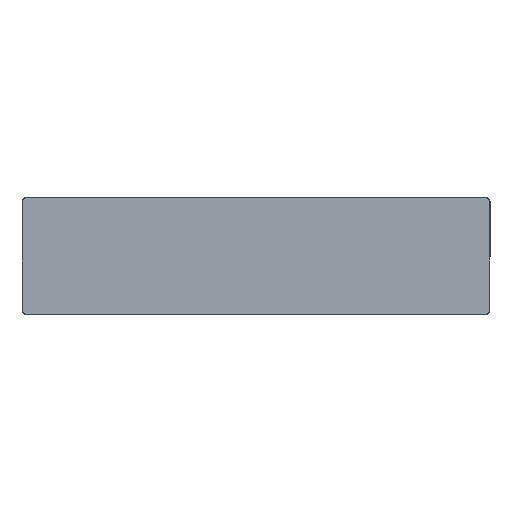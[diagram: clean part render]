
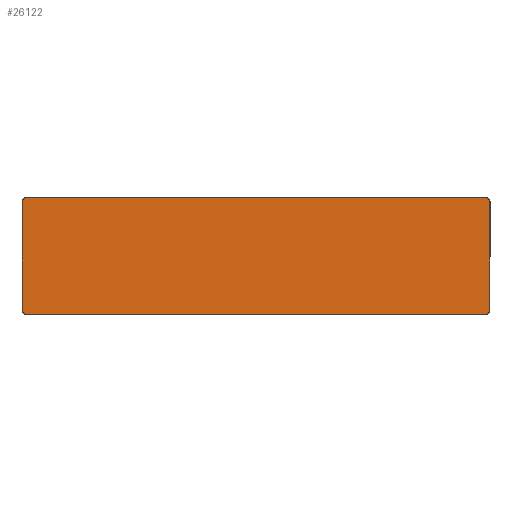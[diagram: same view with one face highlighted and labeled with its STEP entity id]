
A CAD part, top view. The second image highlights one B-rep face of the part: STEP entity #26122.
In plain terms, the highlighted planar face has unit normal (0, 0, 1).
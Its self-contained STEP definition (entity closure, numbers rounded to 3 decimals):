
#185 = ORIENTED_EDGE ( 'NONE', *, *, #22503, .T. ) ;
#1736 = EDGE_CURVE ( 'NONE', #32596, #2850, #3259, .T. ) ;
#2850 = VERTEX_POINT ( 'NONE', #4920 ) ;
#3071 = CARTESIAN_POINT ( 'NONE',  ( -796.367, 897.969, -350.001 ) ) ;
#3235 = AXIS2_PLACEMENT_3D ( 'NONE', #17123, #19884, #29089 ) ;
#3259 = LINE ( 'NONE', #3071, #31591 ) ;
#3457 = VECTOR ( 'NONE', #4197, 1000. ) ;
#3544 = ORIENTED_EDGE ( 'NONE', *, *, #24301, .T. ) ;
#3876 = CIRCLE ( 'NONE', #3235, 11. ) ;
#4197 = DIRECTION ( 'NONE',  ( 0., 1., 0. ) ) ;
#4851 = DIRECTION ( 'NONE',  ( 0., 1., 0. ) ) ;
#4896 = DIRECTION ( 'NONE',  ( 0., 1., 0. ) ) ;
#4920 = CARTESIAN_POINT ( 'NONE',  ( -796.367, 19.969, -350.001 ) ) ;
#5197 = EDGE_CURVE ( 'NONE', #23598, #32596, #16290, .T. ) ;
#6007 = ORIENTED_EDGE ( 'NONE', *, *, #6749, .T. ) ;
#6306 = CARTESIAN_POINT ( 'NONE',  ( 192.633, 308.969, -350.001 ) ) ;
#6600 = DIRECTION ( 'NONE',  ( 0., 0., 1. ) ) ;
#6749 = EDGE_CURVE ( 'NONE', #11392, #30700, #3876, .T. ) ;
#7821 = DIRECTION ( 'NONE',  ( 0., 0., 1. ) ) ;
#8351 = DIRECTION ( 'NONE',  ( 0., 0., 1. ) ) ;
#10096 = VERTEX_POINT ( 'NONE', #36418 ) ;
#10282 = CARTESIAN_POINT ( 'NONE',  ( 403.633, 897.969, -350.001 ) ) ;
#10801 = ORIENTED_EDGE ( 'NONE', *, *, #38234, .T. ) ;
#10928 = CARTESIAN_POINT ( 'NONE',  ( 392.633, 297.969, -350.001 ) ) ;
#11392 = VERTEX_POINT ( 'NONE', #15682 ) ;
#11577 = EDGE_CURVE ( 'NONE', #2850, #37500, #27270, .T. ) ;
#11994 = AXIS2_PLACEMENT_3D ( 'NONE', #33624, #6600, #18170 ) ;
#12334 = LINE ( 'NONE', #12517, #20618 ) ;
#12515 = CARTESIAN_POINT ( 'NONE',  ( -785.367, 8.969, -350.001 ) ) ;
#12517 = CARTESIAN_POINT ( 'NONE',  ( 192.633, 8.969, -350.001 ) ) ;
#13333 = ORIENTED_EDGE ( 'NONE', *, *, #11577, .T. ) ;
#13409 = LINE ( 'NONE', #10282, #3457 ) ;
#13958 = CARTESIAN_POINT ( 'NONE',  ( -785.367, 308.969, -350.001 ) ) ;
#14420 = DIRECTION ( 'NONE',  ( 0., 1., 0. ) ) ;
#15682 = CARTESIAN_POINT ( 'NONE',  ( 392.633, 8.969, -350.001 ) ) ;
#16290 = CIRCLE ( 'NONE', #33813, 11. ) ;
#16597 = DIRECTION ( 'NONE',  ( 0., 0., 1. ) ) ;
#16864 = VERTEX_POINT ( 'NONE', #18378 ) ;
#17123 = CARTESIAN_POINT ( 'NONE',  ( 392.633, 19.969, -350.001 ) ) ;
#17706 = VECTOR ( 'NONE', #27464, 1000. ) ;
#18170 = DIRECTION ( 'NONE',  ( 0., -1., 0. ) ) ;
#18378 = CARTESIAN_POINT ( 'NONE',  ( 392.633, 308.969, -350.001 ) ) ;
#19884 = DIRECTION ( 'NONE',  ( 0., 0., 1. ) ) ;
#20618 = VECTOR ( 'NONE', #24471, 1000. ) ;
#21496 = FACE_OUTER_BOUND ( 'NONE', #34635, .T. ) ;
#21592 = ORIENTED_EDGE ( 'NONE', *, *, #37682, .T. ) ;
#22503 = EDGE_CURVE ( 'NONE', #30700, #10096, #13409, .T. ) ;
#22734 = CARTESIAN_POINT ( 'NONE',  ( -785.367, 19.969, -350.001 ) ) ;
#23598 = VERTEX_POINT ( 'NONE', #13958 ) ;
#24301 = EDGE_CURVE ( 'NONE', #37500, #11392, #12334, .T. ) ;
#24337 = LINE ( 'NONE', #6306, #17706 ) ;
#24471 = DIRECTION ( 'NONE',  ( 1., 0., 0. ) ) ;
#26122 = ADVANCED_FACE ( 'NONE', ( #21496 ), #35982, .T. ) ;
#27270 = CIRCLE ( 'NONE', #32273, 11. ) ;
#27464 = DIRECTION ( 'NONE',  ( -1., 0., 0. ) ) ;
#28689 = CARTESIAN_POINT ( 'NONE',  ( -796.367, 297.969, -350.001 ) ) ;
#28989 = ORIENTED_EDGE ( 'NONE', *, *, #5197, .T. ) ;
#29089 = DIRECTION ( 'NONE',  ( 0., 1., 0. ) ) ;
#29553 = CIRCLE ( 'NONE', #36412, 11. ) ;
#30700 = VERTEX_POINT ( 'NONE', #32653 ) ;
#31591 = VECTOR ( 'NONE', #36168, 1000. ) ;
#32273 = AXIS2_PLACEMENT_3D ( 'NONE', #22734, #7821, #4896 ) ;
#32596 = VERTEX_POINT ( 'NONE', #28689 ) ;
#32653 = CARTESIAN_POINT ( 'NONE',  ( 403.633, 19.969, -350.001 ) ) ;
#33624 = CARTESIAN_POINT ( 'NONE',  ( 192.633, 897.969, -350.001 ) ) ;
#33813 = AXIS2_PLACEMENT_3D ( 'NONE', #35190, #8351, #14420 ) ;
#34635 = EDGE_LOOP ( 'NONE', ( #185, #21592, #10801, #28989, #35657, #13333, #3544, #6007 ) ) ;
#35190 = CARTESIAN_POINT ( 'NONE',  ( -785.367, 297.969, -350.001 ) ) ;
#35657 = ORIENTED_EDGE ( 'NONE', *, *, #1736, .T. ) ;
#35982 = PLANE ( 'NONE',  #11994 ) ;
#36168 = DIRECTION ( 'NONE',  ( 0., -1., 0. ) ) ;
#36412 = AXIS2_PLACEMENT_3D ( 'NONE', #10928, #16597, #4851 ) ;
#36418 = CARTESIAN_POINT ( 'NONE',  ( 403.633, 297.969, -350.001 ) ) ;
#37500 = VERTEX_POINT ( 'NONE', #12515 ) ;
#37682 = EDGE_CURVE ( 'NONE', #10096, #16864, #29553, .T. ) ;
#38234 = EDGE_CURVE ( 'NONE', #16864, #23598, #24337, .T. ) ;
